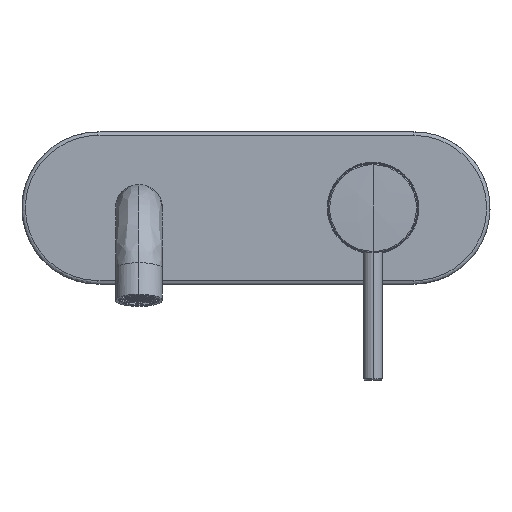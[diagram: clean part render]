
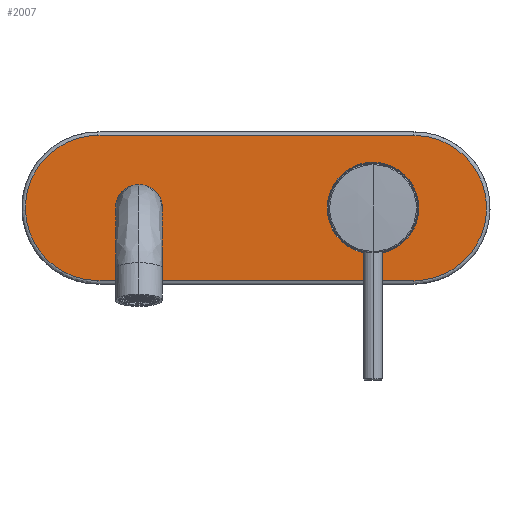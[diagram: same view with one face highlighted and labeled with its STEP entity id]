
A CAD part, front view. The second image highlights one B-rep face of the part: STEP entity #2007.
In plain terms, the highlighted face is planar.
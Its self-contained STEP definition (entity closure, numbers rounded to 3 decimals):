
#2007=ADVANCED_FACE('',(#4781,#2932,#2933),#33910,.T.);
#2932=FACE_BOUND('',#7552,.T.);
#2933=FACE_BOUND('',#7553,.T.);
#4781=FACE_OUTER_BOUND('',#7551,.T.);
#7551=EDGE_LOOP('',(#18332,#18333,#18334,#18335));
#7552=EDGE_LOOP('',(#18336,#18337));
#7553=EDGE_LOOP('',(#18338,#18339));
#18332=ORIENTED_EDGE('',*,*,#23872,.F.);
#18333=ORIENTED_EDGE('',*,*,#23868,.F.);
#18334=ORIENTED_EDGE('',*,*,#23876,.F.);
#18335=ORIENTED_EDGE('',*,*,#23867,.F.);
#18336=ORIENTED_EDGE('',*,*,#23887,.F.);
#18337=ORIENTED_EDGE('',*,*,#23866,.F.);
#18338=ORIENTED_EDGE('',*,*,#23892,.F.);
#18339=ORIENTED_EDGE('',*,*,#23895,.F.);
#23866=EDGE_CURVE('',#32953,#32954,#24410,.T.);
#23867=EDGE_CURVE('',#32955,#32956,#29377,.T.);
#23868=EDGE_CURVE('',#32957,#32958,#29378,.T.);
#23872=EDGE_CURVE('',#32958,#32955,#24413,.T.);
#23876=EDGE_CURVE('',#32956,#32957,#24416,.T.);
#23887=EDGE_CURVE('',#32954,#32953,#24422,.T.);
#23892=EDGE_CURVE('',#32959,#32960,#24427,.T.);
#23895=EDGE_CURVE('',#32960,#32959,#24430,.T.);
#24410=(
BOUNDED_CURVE()
B_SPLINE_CURVE(2,(#72531,#72532,#72533,#72534,#72535),.UNSPECIFIED.,.F.,
 .F.)
B_SPLINE_CURVE_WITH_KNOTS((3,2,3),(-61.418,-30.709,
0.),.UNSPECIFIED.)
CURVE()
GEOMETRIC_REPRESENTATION_ITEM()
RATIONAL_B_SPLINE_CURVE((1.,0.707,1.,0.707,1.))
REPRESENTATION_ITEM('')
);
#24413=(
BOUNDED_CURVE()
B_SPLINE_CURVE(2,(#72548,#72549,#72550,#72551,#72552),.UNSPECIFIED.,.F.,
 .F.)
B_SPLINE_CURVE_WITH_KNOTS((3,2,3),(-97.389,-48.695,
0.),.UNSPECIFIED.)
CURVE()
GEOMETRIC_REPRESENTATION_ITEM()
RATIONAL_B_SPLINE_CURVE((1.,0.707,1.,0.707,1.))
REPRESENTATION_ITEM('')
);
#24416=(
BOUNDED_CURVE()
B_SPLINE_CURVE(2,(#72561,#72562,#72563,#72564,#72565),.UNSPECIFIED.,.F.,
 .F.)
B_SPLINE_CURVE_WITH_KNOTS((3,2,3),(-97.389,-48.695,
0.),.UNSPECIFIED.)
CURVE()
GEOMETRIC_REPRESENTATION_ITEM()
RATIONAL_B_SPLINE_CURVE((1.,0.707,1.,0.707,1.))
REPRESENTATION_ITEM('')
);
#24422=(
BOUNDED_CURVE()
B_SPLINE_CURVE(2,(#72597,#72598,#72599,#72600,#72601),.UNSPECIFIED.,.F.,
 .F.)
B_SPLINE_CURVE_WITH_KNOTS((3,2,3),(-61.418,-30.709,
0.),.UNSPECIFIED.)
CURVE()
GEOMETRIC_REPRESENTATION_ITEM()
RATIONAL_B_SPLINE_CURVE((1.,0.707,1.,0.707,1.))
REPRESENTATION_ITEM('')
);
#24427=(
BOUNDED_CURVE()
B_SPLINE_CURVE(2,(#72618,#72619,#72620,#72621,#72622),.UNSPECIFIED.,.F.,
 .F.)
B_SPLINE_CURVE_WITH_KNOTS((3,2,3),(-24.504,-12.252,
0.),.UNSPECIFIED.)
CURVE()
GEOMETRIC_REPRESENTATION_ITEM()
RATIONAL_B_SPLINE_CURVE((1.,0.707,1.,0.707,1.))
REPRESENTATION_ITEM('')
);
#24430=(
BOUNDED_CURVE()
B_SPLINE_CURVE(2,(#72631,#72632,#72633,#72634,#72635),.UNSPECIFIED.,.F.,
 .F.)
B_SPLINE_CURVE_WITH_KNOTS((3,2,3),(-24.504,-12.252,
0.),.UNSPECIFIED.)
CURVE()
GEOMETRIC_REPRESENTATION_ITEM()
RATIONAL_B_SPLINE_CURVE((1.,0.707,1.,0.707,1.))
REPRESENTATION_ITEM('')
);
#29377=B_SPLINE_CURVE_WITH_KNOTS('',1,(#72536,#72537),.UNSPECIFIED.,.F.,
 .F.,(2,2),(0.,135.),.UNSPECIFIED.);
#29378=B_SPLINE_CURVE_WITH_KNOTS('',1,(#72538,#72539),.UNSPECIFIED.,.F.,
 .F.,(2,2),(0.,135.),.UNSPECIFIED.);
#32953=VERTEX_POINT('',#72429);
#32954=VERTEX_POINT('',#72430);
#32955=VERTEX_POINT('',#72431);
#32956=VERTEX_POINT('',#72432);
#32957=VERTEX_POINT('',#72433);
#32958=VERTEX_POINT('',#72434);
#32959=VERTEX_POINT('',#72435);
#32960=VERTEX_POINT('',#72436);
#33910=PLANE('',#36878);
#36878=AXIS2_PLACEMENT_3D('',#71486,#38702,$);
#38702=DIRECTION('',(-1.,0.,0.));
#71486=CARTESIAN_POINT('',(0.,-37.453,118.453));
#72429=CARTESIAN_POINT('',(0.,0.,-30.45));
#72430=CARTESIAN_POINT('',(0.,0.,-69.55));
#72431=CARTESIAN_POINT('',(0.,31.,-67.5));
#72432=CARTESIAN_POINT('',(0.,31.,67.5));
#72433=CARTESIAN_POINT('',(0.,-31.,67.5));
#72434=CARTESIAN_POINT('',(0.,-31.,-67.5));
#72435=CARTESIAN_POINT('',(0.,0.,42.2));
#72436=CARTESIAN_POINT('',(0.,0.,57.8));
#72531=CARTESIAN_POINT('',(0.,0.,-30.45));
#72532=CARTESIAN_POINT('',(0.,19.55,-30.45));
#72533=CARTESIAN_POINT('',(0.,19.55,-50.));
#72534=CARTESIAN_POINT('',(0.,19.55,-69.55));
#72535=CARTESIAN_POINT('',(0.,0.,-69.55));
#72536=CARTESIAN_POINT('',(0.,31.,-67.5));
#72537=CARTESIAN_POINT('',(0.,31.,67.5));
#72538=CARTESIAN_POINT('',(0.,-31.,67.5));
#72539=CARTESIAN_POINT('',(0.,-31.,-67.5));
#72548=CARTESIAN_POINT('',(0.,-31.,-67.5));
#72549=CARTESIAN_POINT('',(0.,-31.,-98.5));
#72550=CARTESIAN_POINT('',(0.,0.,-98.5));
#72551=CARTESIAN_POINT('',(0.,31.,-98.5));
#72552=CARTESIAN_POINT('',(0.,31.,-67.5));
#72561=CARTESIAN_POINT('',(0.,31.,67.5));
#72562=CARTESIAN_POINT('',(0.,31.,98.5));
#72563=CARTESIAN_POINT('',(0.,0.,98.5));
#72564=CARTESIAN_POINT('',(0.,-31.,98.5));
#72565=CARTESIAN_POINT('',(0.,-31.,67.5));
#72597=CARTESIAN_POINT('',(0.,0.,-69.55));
#72598=CARTESIAN_POINT('',(0.,-19.55,-69.55));
#72599=CARTESIAN_POINT('',(0.,-19.55,-50.));
#72600=CARTESIAN_POINT('',(0.,-19.55,-30.45));
#72601=CARTESIAN_POINT('',(0.,0.,-30.45));
#72618=CARTESIAN_POINT('',(0.,0.,42.2));
#72619=CARTESIAN_POINT('',(0.,-7.8,42.2));
#72620=CARTESIAN_POINT('',(0.,-7.8,50.));
#72621=CARTESIAN_POINT('',(0.,-7.8,57.8));
#72622=CARTESIAN_POINT('',(0.,0.,57.8));
#72631=CARTESIAN_POINT('',(0.,0.,57.8));
#72632=CARTESIAN_POINT('',(0.,7.8,57.8));
#72633=CARTESIAN_POINT('',(0.,7.8,50.));
#72634=CARTESIAN_POINT('',(0.,7.8,42.2));
#72635=CARTESIAN_POINT('',(0.,0.,42.2));
